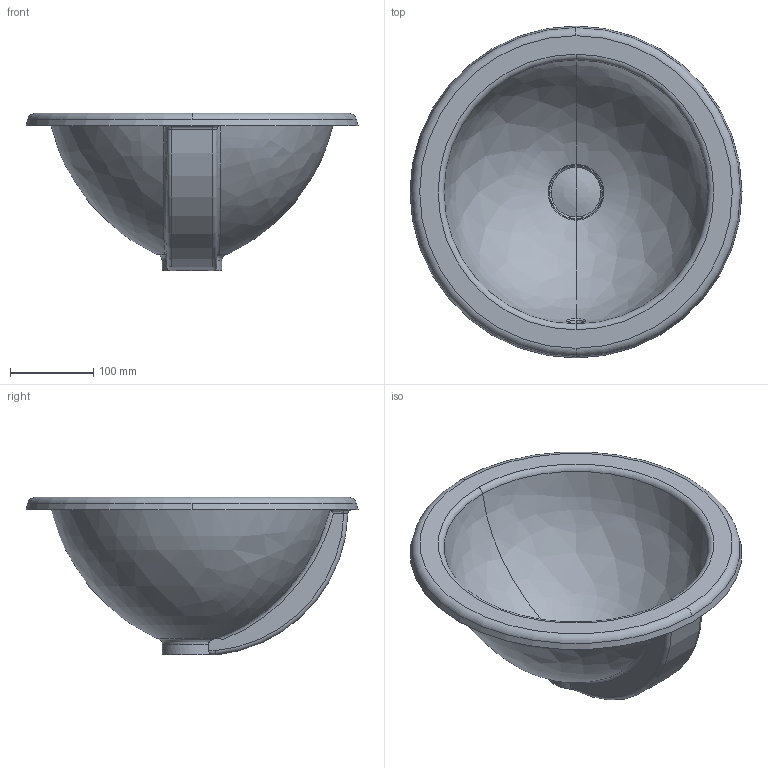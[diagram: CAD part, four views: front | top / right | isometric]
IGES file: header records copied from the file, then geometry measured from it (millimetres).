
Global section: file name: No Iges File Name specified; native system: AutoDesk Inventor R11.0; preprocessor: AutoDesk Inventor Iges Exporter R11.0; author: No Author specified; organization: No Organization specified; date: 20080116.123321; units: millimetre
Bounding box: 400 x 400 x 190 mm (x, y, z)
Volume: 2918280.1 mm3; surface area: 442719.4 mm2
Topology: 3 solids, 3 shells, 79 faces, 208 edges, 135 vertices
Faces by surface type: plane 19, cylinder 18, torus 14, revolution 13, bspline 11, cone 4
